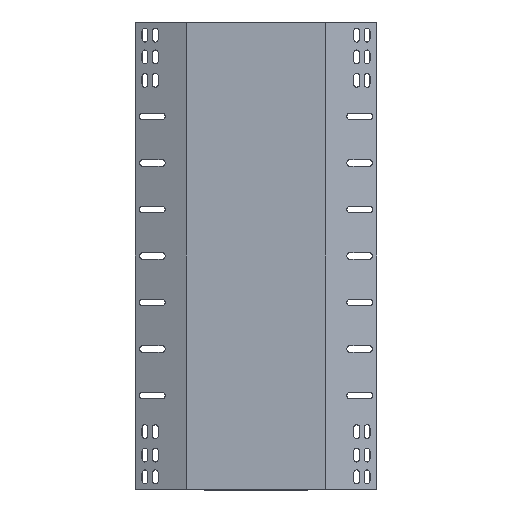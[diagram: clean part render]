
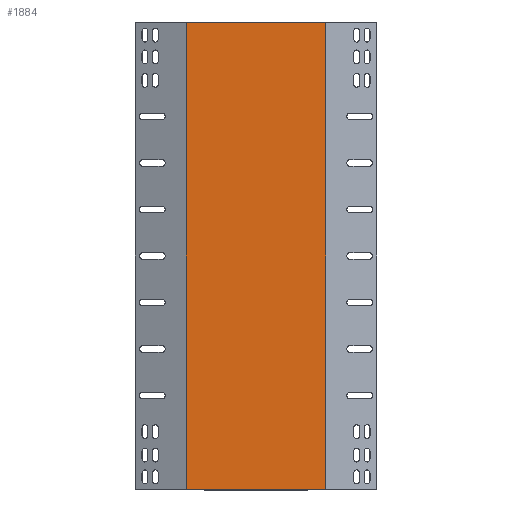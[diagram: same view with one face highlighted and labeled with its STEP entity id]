
A CAD part, front view. The second image highlights one B-rep face of the part: STEP entity #1884.
In plain terms, the highlighted planar face has unit normal (0, -1, 0).
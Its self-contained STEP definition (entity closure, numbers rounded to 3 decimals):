
#107 = VERTEX_POINT ( 'NONE', #7581 ) ;
#241 = EDGE_CURVE ( 'NONE', #7014, #107, #2112, .T. ) ;
#589 = EDGE_CURVE ( 'NONE', #107, #2880, #8685, .T. ) ;
#693 = VERTEX_POINT ( 'NONE', #1338 ) ;
#1338 = CARTESIAN_POINT ( 'NONE',  ( 53.141, -23.927, -275.8 ) ) ;
#1542 = CARTESIAN_POINT ( 'NONE',  ( -97.377, -23.927, -275.8 ) ) ;
#1699 = EDGE_CURVE ( 'NONE', #693, #2880, #4128, .T. ) ;
#1857 = ORIENTED_EDGE ( 'NONE', *, *, #1699, .T. ) ;
#1884 = ADVANCED_FACE ( 'NONE', ( #2683 ), #3810, .F. ) ;
#1929 = EDGE_LOOP ( 'NONE', ( #1857, #1976, #2195, #2446 ) ) ;
#1976 = ORIENTED_EDGE ( 'NONE', *, *, #589, .F. ) ;
#2008 = VECTOR ( 'NONE', #6009, 1000. ) ;
#2112 = LINE ( 'NONE', #6083, #2008 ) ;
#2195 = ORIENTED_EDGE ( 'NONE', *, *, #241, .F. ) ;
#2258 = DIRECTION ( 'NONE',  ( 1., 0., 0. ) ) ;
#2290 = CARTESIAN_POINT ( 'NONE',  ( -98.349, -23.927, 225.8 ) ) ;
#2446 = ORIENTED_EDGE ( 'NONE', *, *, #8483, .T. ) ;
#2683 = FACE_OUTER_BOUND ( 'NONE', #1929, .T. ) ;
#2880 = VERTEX_POINT ( 'NONE', #5646 ) ;
#3463 = DIRECTION ( 'NONE',  ( 0., 0., 1. ) ) ;
#3491 = DIRECTION ( 'NONE',  ( 0., 1., 0. ) ) ;
#3606 = CARTESIAN_POINT ( 'NONE',  ( -97.218, -23.927, 225. ) ) ;
#3810 = PLANE ( 'NONE',  #9030 ) ;
#4110 = VECTOR ( 'NONE', #6735, 1000. ) ;
#4128 = LINE ( 'NONE', #7010, #4110 ) ;
#5646 = CARTESIAN_POINT ( 'NONE',  ( 53.141, -23.927, 225.8 ) ) ;
#6009 = DIRECTION ( 'NONE',  ( 0., 0., 1. ) ) ;
#6083 = CARTESIAN_POINT ( 'NONE',  ( -97.377, -23.927, -276.657 ) ) ;
#6735 = DIRECTION ( 'NONE',  ( 0., 0., 1. ) ) ;
#6756 = CARTESIAN_POINT ( 'NONE',  ( -98.349, -23.927, -275.8 ) ) ;
#6766 = DIRECTION ( 'NONE',  ( 1., 0., 0. ) ) ;
#7010 = CARTESIAN_POINT ( 'NONE',  ( 53.141, -23.927, -276.657 ) ) ;
#7014 = VERTEX_POINT ( 'NONE', #1542 ) ;
#7121 = VECTOR ( 'NONE', #6766, 1000. ) ;
#7169 = LINE ( 'NONE', #6756, #7121 ) ;
#7581 = CARTESIAN_POINT ( 'NONE',  ( -97.377, -23.927, 225.8 ) ) ;
#8427 = VECTOR ( 'NONE', #2258, 1000. ) ;
#8483 = EDGE_CURVE ( 'NONE', #7014, #693, #7169, .T. ) ;
#8685 = LINE ( 'NONE', #2290, #8427 ) ;
#9030 = AXIS2_PLACEMENT_3D ( 'NONE', #3606, #3491, #3463 ) ;
